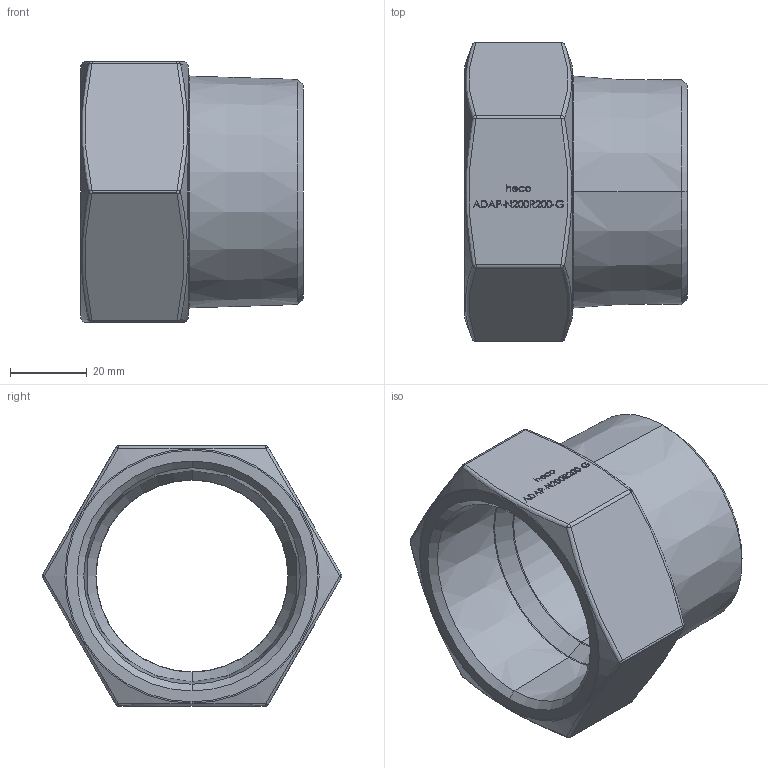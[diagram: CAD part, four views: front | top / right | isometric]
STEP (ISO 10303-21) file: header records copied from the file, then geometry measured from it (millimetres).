
FILE_DESCRIPTION (( 'STEP AP214' ), '1' );
FILE_NAME ('ADAP-N200R200-G Adapter.STEP', '2018-06-27T13:58:56', ( '' ), ( '' ), 'SwSTEP 2.0', 'SolidWorks 2016', '' );
FILE_SCHEMA (( 'AUTOMOTIVE_DESIGN' ));
Length unit declared in the file: millimetre
Products named in the file (1): ADAP-N200R200-G Adapter
Bounding box: 58 x 78.21 x 68 mm (x, y, z)
Volume: 68819.8 mm3; surface area: 24338.5 mm2
Topology: 1 solids, 1 shells, 302 faces, 757 edges, 484 vertices
Faces by surface type: plane 133, bspline 122, cone 14, torus 12, sphere 12, cylinder 9
Entity records: 18768 total; most frequent: CARTESIAN_POINT 9898, ORIENTED_EDGE 1502, DIRECTION 947, EDGE_CURVE 751, VERTEX_POINT 482, VECTOR 421, LINE 421, EDGE_LOOP 335
